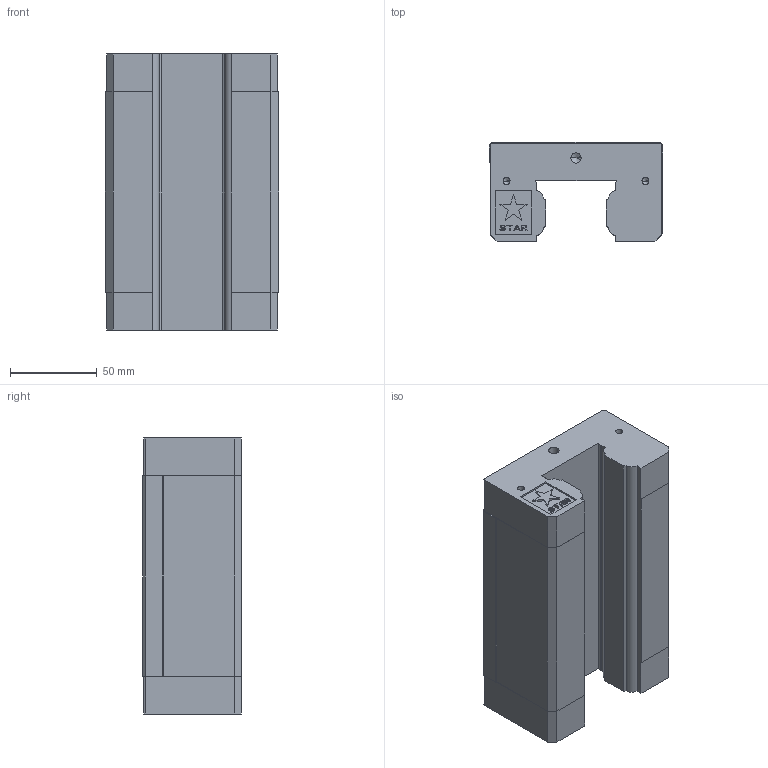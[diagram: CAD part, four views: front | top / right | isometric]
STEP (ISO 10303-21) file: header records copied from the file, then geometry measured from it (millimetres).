
FILE_DESCRIPTION (( 'STEP AP214' ), '1' );
FILE_NAME ('Rexroth-Runner-Block-R162251410.step', '2020-07-02T08:34:25', ( '' ), ( '' ), 'SwSTEP 2.0', 'SolidWorks 2010', '' );
FILE_SCHEMA (( 'AUTOMOTIVE_DESIGN' ));
Length unit declared in the file: millimetre
Products named in the file (1): Rexroth-Runner-Block-R162251410
Bounding box: 100 x 57 x 159 mm (x, y, z)
Volume: 668035.7 mm3; surface area: 74510.9 mm2
Topology: 1 solids, 1 shells, 334 faces, 928 edges, 602 vertices
Faces by surface type: plane 286, cylinder 28, cone 20
Entity records: 10382 total; most frequent: CARTESIAN_POINT 1845, ORIENTED_EDGE 1816, DIRECTION 1634, EDGE_CURVE 908, LINE 852, VECTOR 852, VERTEX_POINT 602, AXIS2_PLACEMENT_3D 391
